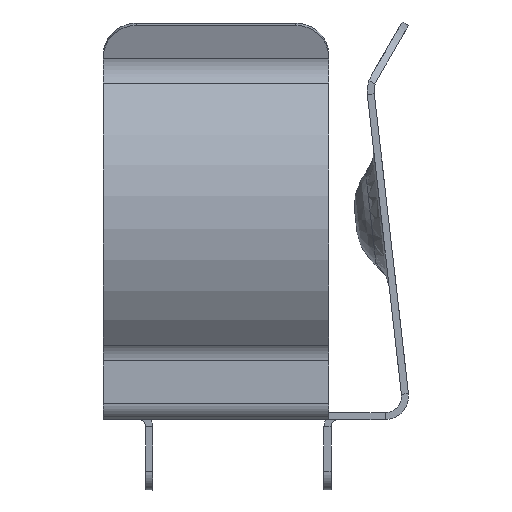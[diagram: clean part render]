
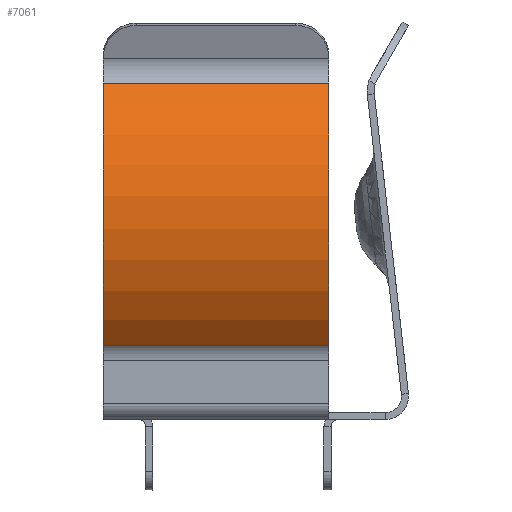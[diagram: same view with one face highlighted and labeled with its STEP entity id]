
A CAD part, front view. The second image highlights one B-rep face of the part: STEP entity #7061.
In plain terms, the highlighted cylindrical face has radius 8 mm (diameter 16 mm), a partial arc.
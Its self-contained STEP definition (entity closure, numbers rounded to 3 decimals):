
#5386 = CYLINDRICAL_SURFACE('',#5387,1.);
#5387 = AXIS2_PLACEMENT_3D('',#5388,#5389,#5390);
#5388 = CARTESIAN_POINT('',(9.6,-6.65,2.5));
#5389 = DIRECTION('',(1.,0.,0.));
#5390 = DIRECTION('',(0.,-1.,0.));
#6290 = VERTEX_POINT('',#6291);
#6291 = CARTESIAN_POINT('',(0.,-5.911,3.174));
#6313 = EDGE_CURVE('',#6290,#6314,#6316,.T.);
#6314 = VERTEX_POINT('',#6315);
#6315 = CARTESIAN_POINT('',(9.6,-5.911,3.174));
#6316 = SURFACE_CURVE('',#6317,(#6321,#6328),.PCURVE_S1.);
#6317 = LINE('',#6318,#6319);
#6318 = CARTESIAN_POINT('',(9.6,-5.911,3.174));
#6319 = VECTOR('',#6320,1.);
#6320 = DIRECTION('',(1.,0.,0.));
#6321 = PCURVE('',#5386,#6322);
#6322 = DEFINITIONAL_REPRESENTATION('',(#6323),#6327);
#6323 = LINE('',#6324,#6325);
#6324 = CARTESIAN_POINT('',(3.881,0.));
#6325 = VECTOR('',#6326,1.);
#6326 = DIRECTION('',(0.,1.));
#6327 = ( GEOMETRIC_REPRESENTATION_CONTEXT(2) 
PARAMETRIC_REPRESENTATION_CONTEXT() REPRESENTATION_CONTEXT('2D SPACE',''
  ) );
#6328 = PCURVE('',#6329,#6334);
#6329 = CYLINDRICAL_SURFACE('',#6330,8.);
#6330 = AXIS2_PLACEMENT_3D('',#6331,#6332,#6333);
#6331 = CARTESIAN_POINT('',(9.6,0.,8.564));
#6332 = DIRECTION('',(-1.,0.,0.));
#6333 = DIRECTION('',(0.,-1.,0.));
#6334 = DEFINITIONAL_REPRESENTATION('',(#6335),#6339);
#6335 = LINE('',#6336,#6337);
#6336 = CARTESIAN_POINT('',(5.544,0.));
#6337 = VECTOR('',#6338,1.);
#6338 = DIRECTION('',(-0.,-1.));
#6339 = ( GEOMETRIC_REPRESENTATION_CONTEXT(2) 
PARAMETRIC_REPRESENTATION_CONTEXT() REPRESENTATION_CONTEXT('2D SPACE',''
  ) );
#6786 = PLANE('',#6787);
#6787 = AXIS2_PLACEMENT_3D('',#6788,#6789,#6790);
#6788 = CARTESIAN_POINT('',(9.6,-7.846,8.825));
#6789 = DIRECTION('',(-1.,0.,0.));
#6790 = DIRECTION('',(0.,0.033,0.999));
#6818 = PLANE('',#6819);
#6819 = AXIS2_PLACEMENT_3D('',#6820,#6821,#6822);
#6820 = CARTESIAN_POINT('',(0.,-7.846,8.825));
#6821 = DIRECTION('',(1.,0.,0.));
#6822 = DIRECTION('',(0.,0.033,0.999));
#7061 = ADVANCED_FACE('',(#7062),#6329,.T.);
#7062 = FACE_BOUND('',#7063,.T.);
#7063 = EDGE_LOOP('',(#7064,#7092,#7093,#7117));
#7064 = ORIENTED_EDGE('',*,*,#7065,.F.);
#7065 = EDGE_CURVE('',#6290,#7066,#7068,.T.);
#7066 = VERTEX_POINT('',#7067);
#7067 = CARTESIAN_POINT('',(0.,-5.541,14.335));
#7068 = SURFACE_CURVE('',#7069,(#7074,#7081),.PCURVE_S1.);
#7069 = CIRCLE('',#7070,8.);
#7070 = AXIS2_PLACEMENT_3D('',#7071,#7072,#7073);
#7071 = CARTESIAN_POINT('',(0.,0.,8.564));
#7072 = DIRECTION('',(-1.,0.,0.));
#7073 = DIRECTION('',(0.,-1.,0.));
#7074 = PCURVE('',#6329,#7075);
#7075 = DEFINITIONAL_REPRESENTATION('',(#7076),#7080);
#7076 = LINE('',#7077,#7078);
#7077 = CARTESIAN_POINT('',(0.,9.6));
#7078 = VECTOR('',#7079,1.);
#7079 = DIRECTION('',(1.,0.));
#7080 = ( GEOMETRIC_REPRESENTATION_CONTEXT(2) 
PARAMETRIC_REPRESENTATION_CONTEXT() REPRESENTATION_CONTEXT('2D SPACE',''
  ) );
#7081 = PCURVE('',#6818,#7082);
#7082 = DEFINITIONAL_REPRESENTATION('',(#7083),#7091);
#7083 = ( BOUNDED_CURVE() B_SPLINE_CURVE(2,(#7084,#7085,#7086,#7087,
#7088,#7089,#7090),.UNSPECIFIED.,.T.,.F.) B_SPLINE_CURVE_WITH_KNOTS((1,2
    ,2,2,2,1),(-2.094,0.,2.094,4.189,
6.283,8.378),.UNSPECIFIED.) CURVE() 
GEOMETRIC_REPRESENTATION_ITEM() RATIONAL_B_SPLINE_CURVE((1.,0.5,1.,0.5,
1.,0.5,1.)) REPRESENTATION_ITEM('') );
#7084 = CARTESIAN_POINT('',(-0.265,0.146));
#7085 = CARTESIAN_POINT('',(13.583,0.605));
#7086 = CARTESIAN_POINT('',(7.057,-11.618));
#7087 = CARTESIAN_POINT('',(0.531,-23.841));
#7088 = CARTESIAN_POINT('',(-6.792,-12.078));
#7089 = CARTESIAN_POINT('',(-14.114,-0.314));
#7090 = CARTESIAN_POINT('',(-0.265,0.146));
#7091 = ( GEOMETRIC_REPRESENTATION_CONTEXT(2) 
PARAMETRIC_REPRESENTATION_CONTEXT() REPRESENTATION_CONTEXT('2D SPACE',''
  ) );
#7092 = ORIENTED_EDGE('',*,*,#6313,.T.);
#7093 = ORIENTED_EDGE('',*,*,#7094,.T.);
#7094 = EDGE_CURVE('',#6314,#7095,#7097,.T.);
#7095 = VERTEX_POINT('',#7096);
#7096 = CARTESIAN_POINT('',(9.6,-5.541,14.335));
#7097 = SURFACE_CURVE('',#7098,(#7103,#7110),.PCURVE_S1.);
#7098 = CIRCLE('',#7099,8.);
#7099 = AXIS2_PLACEMENT_3D('',#7100,#7101,#7102);
#7100 = CARTESIAN_POINT('',(9.6,0.,8.564));
#7101 = DIRECTION('',(-1.,0.,0.));
#7102 = DIRECTION('',(0.,-1.,0.));
#7103 = PCURVE('',#6329,#7104);
#7104 = DEFINITIONAL_REPRESENTATION('',(#7105),#7109);
#7105 = LINE('',#7106,#7107);
#7106 = CARTESIAN_POINT('',(0.,0.));
#7107 = VECTOR('',#7108,1.);
#7108 = DIRECTION('',(1.,0.));
#7109 = ( GEOMETRIC_REPRESENTATION_CONTEXT(2) 
PARAMETRIC_REPRESENTATION_CONTEXT() REPRESENTATION_CONTEXT('2D SPACE',''
  ) );
#7110 = PCURVE('',#6786,#7111);
#7111 = DEFINITIONAL_REPRESENTATION('',(#7112),#7116);
#7112 = CIRCLE('',#7113,8.);
#7113 = AXIS2_PLACEMENT_2D('',#7114,#7115);
#7114 = CARTESIAN_POINT('',(0.,7.85));
#7115 = DIRECTION('',(-0.033,-0.999));
#7116 = ( GEOMETRIC_REPRESENTATION_CONTEXT(2) 
PARAMETRIC_REPRESENTATION_CONTEXT() REPRESENTATION_CONTEXT('2D SPACE',''
  ) );
#7117 = ORIENTED_EDGE('',*,*,#7118,.T.);
#7118 = EDGE_CURVE('',#7095,#7066,#7119,.T.);
#7119 = SURFACE_CURVE('',#7120,(#7124,#7131),.PCURVE_S1.);
#7120 = LINE('',#7121,#7122);
#7121 = CARTESIAN_POINT('',(9.6,-5.541,14.335));
#7122 = VECTOR('',#7123,1.);
#7123 = DIRECTION('',(-1.,0.,0.));
#7124 = PCURVE('',#6329,#7125);
#7125 = DEFINITIONAL_REPRESENTATION('',(#7126),#7130);
#7126 = LINE('',#7127,#7128);
#7127 = CARTESIAN_POINT('',(7.089,0.));
#7128 = VECTOR('',#7129,1.);
#7129 = DIRECTION('',(0.,1.));
#7130 = ( GEOMETRIC_REPRESENTATION_CONTEXT(2) 
PARAMETRIC_REPRESENTATION_CONTEXT() REPRESENTATION_CONTEXT('2D SPACE',''
  ) );
#7131 = PCURVE('',#7132,#7137);
#7132 = CYLINDRICAL_SURFACE('',#7133,1.);
#7133 = AXIS2_PLACEMENT_3D('',#7134,#7135,#7136);
#7134 = CARTESIAN_POINT('',(9.6,-6.233,15.056));
#7135 = DIRECTION('',(1.,0.,0.));
#7136 = DIRECTION('',(0.,-1.,0.));
#7137 = DEFINITIONAL_REPRESENTATION('',(#7138),#7142);
#7138 = LINE('',#7139,#7140);
#7139 = CARTESIAN_POINT('',(2.336,0.));
#7140 = VECTOR('',#7141,1.);
#7141 = DIRECTION('',(-0.,-1.));
#7142 = ( GEOMETRIC_REPRESENTATION_CONTEXT(2) 
PARAMETRIC_REPRESENTATION_CONTEXT() REPRESENTATION_CONTEXT('2D SPACE',''
  ) );
